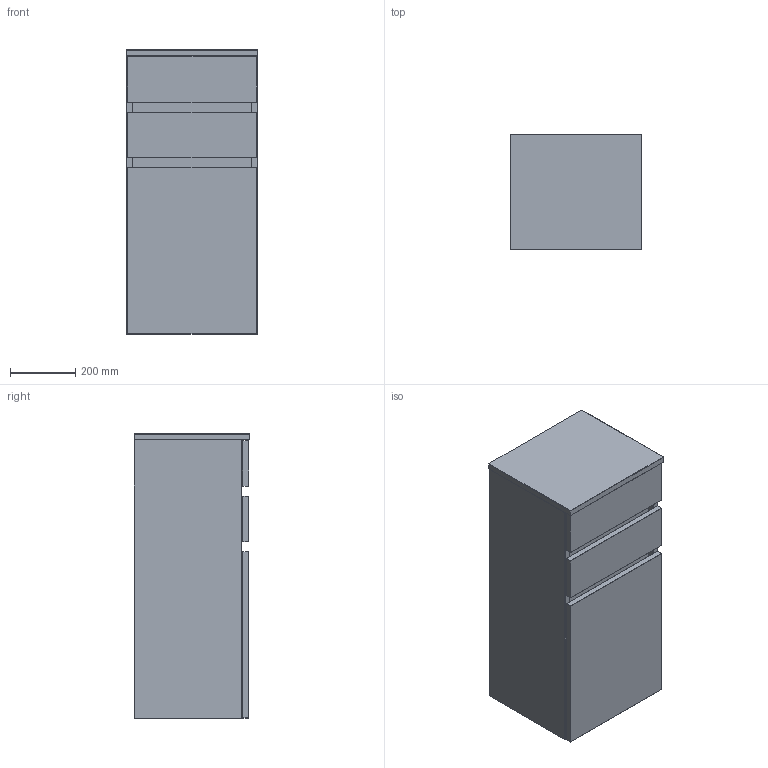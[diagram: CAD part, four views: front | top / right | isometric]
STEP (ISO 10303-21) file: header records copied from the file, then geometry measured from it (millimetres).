
FILE_DESCRIPTION((' '),'2;1');
FILE_NAME('B72801.stp','2022-05-16T13:03:33',(' '),(' '),' ','ACIS',' ');
FILE_SCHEMA(('CONFIG_CONTROL_DESIGN'));
Length unit declared in the file: millimetre
Products named in the file (16): B72801.stp; Körper1; Körper2; Körper3; Körper4; Körper5; Körper6; Körper7; Körper8; Körper9; Körper10; Körper11; Körper12; Körper13; Körper14; Körper15
Assembly tree (15 placements, depth 2):
  B72801.stp
    Körper1
    Körper2
    Körper3
    Körper4
    Körper5
    Körper6
    Körper7
    Körper8
    Körper9
    Körper10
    Körper11
    Körper12
    Körper13
    Körper14
    Körper15
Bounding box: 404 x 353 x 871 mm (x, y, z)
Volume: 30141653.9 mm3; surface area: 4069096.6 mm2
Topology: 15 solids, 15 shells, 401 faces, 798 edges, 536 vertices
Faces by surface type: plane 277, cylinder 124
Full cylindrical faces by diameter (mm): 3 x32, 5 x6, 8 x32, 8.01 x28, 10 x14, 14 x4, 35 x2
Entity records: 11793 total; most frequent: DIRECTION 1764, CARTESIAN_POINT 1580, ORIENTED_EDGE 1292, AXIS2_PLACEMENT_3D 686, EDGE_CURVE 646, EDGE_LOOP 636, VERTEX_POINT 502, FACE_OUTER_BOUND 401
